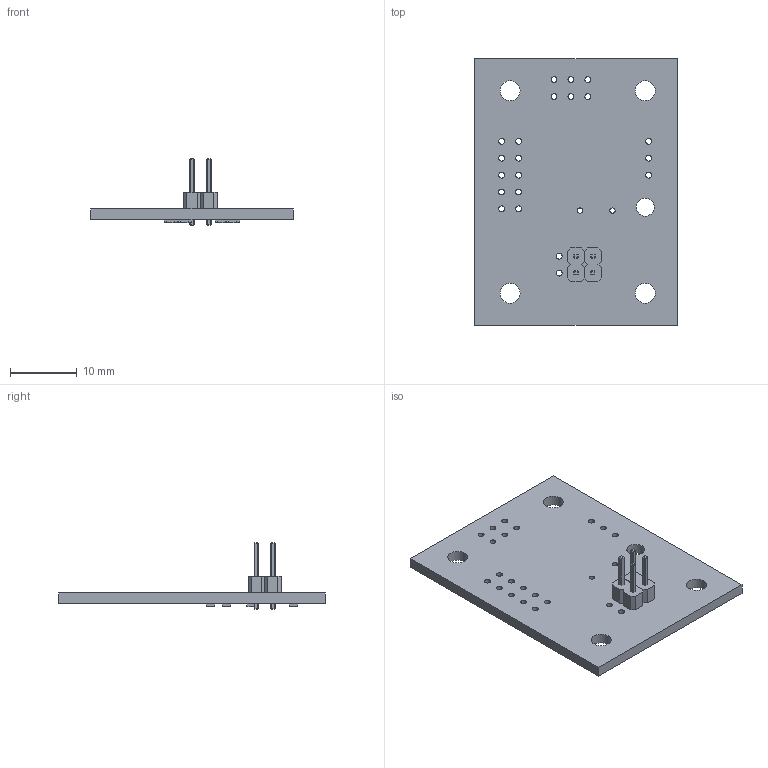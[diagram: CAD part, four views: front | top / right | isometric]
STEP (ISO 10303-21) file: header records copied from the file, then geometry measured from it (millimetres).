
FILE_DESCRIPTION(('KiCad electronic assembly'),'2;1');
FILE_NAME('RTC03A.step','2018-06-17T13:52:52',('An Author'),('A Company' ),'Open CASCADE STEP processor 6.9','KiCad to STEP converter', 'Unknown');
FILE_SCHEMA(('AUTOMOTIVE_DESIGN { 1 0 10303 214 1 1 1 1 }'));
Length unit declared in the file: millimetre
Products named in the file (9): Open CASCADE STEP translator 6.9 1; header_1_2; SOLID; R0805; COMPOUND
Assembly tree (12 placements, depth 3):
  Open CASCADE STEP translator 6.9 1
    header_1_2  x2
      SOLID
      SOLID
      SOLID
    R0805  x4
      SOLID
      SOLID
    COMPOUND
Bounding box: 30.48 x 40.13 x 10 mm (x, y, z)
Volume: 1955.8 mm3; surface area: 3035.4 mm2
Topology: 15 solids, 15 shells, 270 faces, 608 edges, 368 vertices
Faces by surface type: plane 238, cylinder 32
Full cylindrical faces by diameter (mm): 0.8 x2, 0.889 x25, 2.7 x1, 3 x4
Entity records: 8109 total; most frequent: CARTESIAN_POINT 1617, DIRECTION 1192, LINE 778, VECTOR 778, ORIENTED_EDGE 604, PCURVE 604, DEFINITIONAL_REPRESENTATION 604, EDGE_CURVE 302
